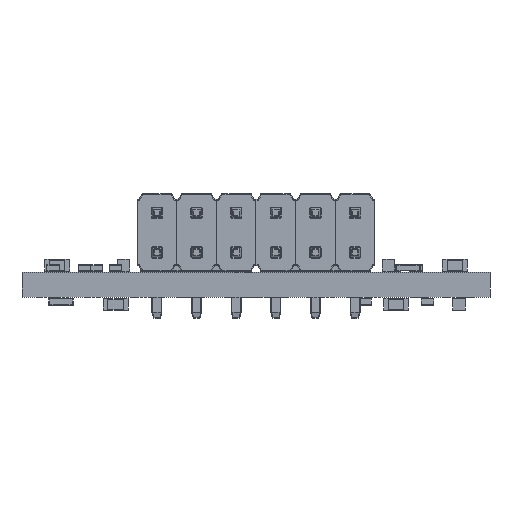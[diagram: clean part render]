
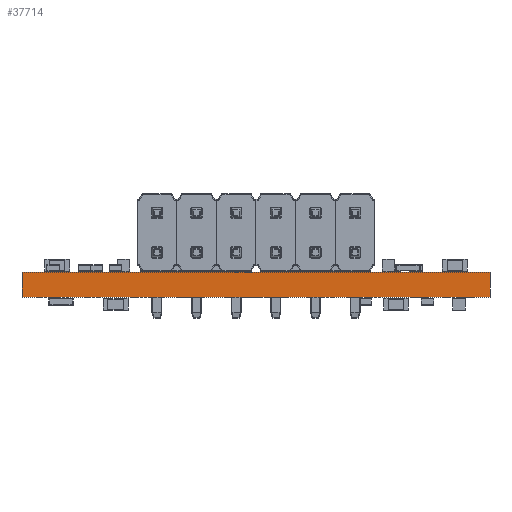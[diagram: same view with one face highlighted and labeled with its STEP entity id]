
A CAD part, left-side view. The second image highlights one B-rep face of the part: STEP entity #37714.
In plain terms, the highlighted planar face has unit normal (-1, 0, 0).
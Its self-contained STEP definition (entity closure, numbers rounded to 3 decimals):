
#37658 = VERTEX_POINT('',#37659);
#37659 = CARTESIAN_POINT('',(0.,-15.,1.6));
#37665 = EDGE_CURVE('',#37666,#37658,#37668,.T.);
#37666 = VERTEX_POINT('',#37667);
#37667 = CARTESIAN_POINT('',(0.,-15.,0.));
#37668 = LINE('',#37669,#37670);
#37669 = CARTESIAN_POINT('',(0.,-15.,0.));
#37670 = VECTOR('',#37671,1.);
#37671 = DIRECTION('',(0.,0.,1.));
#37714 = ADVANCED_FACE('',(#37715),#37740,.T.);
#37715 = FACE_BOUND('',#37716,.T.);
#37716 = EDGE_LOOP('',(#37717,#37718,#37726,#37734));
#37717 = ORIENTED_EDGE('',*,*,#37665,.T.);
#37718 = ORIENTED_EDGE('',*,*,#37719,.T.);
#37719 = EDGE_CURVE('',#37658,#37720,#37722,.T.);
#37720 = VERTEX_POINT('',#37721);
#37721 = CARTESIAN_POINT('',(0.,15.,1.6));
#37722 = LINE('',#37723,#37724);
#37723 = CARTESIAN_POINT('',(0.,-15.,1.6));
#37724 = VECTOR('',#37725,1.);
#37725 = DIRECTION('',(0.,1.,0.));
#37726 = ORIENTED_EDGE('',*,*,#37727,.F.);
#37727 = EDGE_CURVE('',#37728,#37720,#37730,.T.);
#37728 = VERTEX_POINT('',#37729);
#37729 = CARTESIAN_POINT('',(0.,15.,0.));
#37730 = LINE('',#37731,#37732);
#37731 = CARTESIAN_POINT('',(0.,15.,0.));
#37732 = VECTOR('',#37733,1.);
#37733 = DIRECTION('',(0.,0.,1.));
#37734 = ORIENTED_EDGE('',*,*,#37735,.F.);
#37735 = EDGE_CURVE('',#37666,#37728,#37736,.T.);
#37736 = LINE('',#37737,#37738);
#37737 = CARTESIAN_POINT('',(0.,-15.,0.));
#37738 = VECTOR('',#37739,1.);
#37739 = DIRECTION('',(0.,1.,0.));
#37740 = PLANE('',#37741);
#37741 = AXIS2_PLACEMENT_3D('',#37742,#37743,#37744);
#37742 = CARTESIAN_POINT('',(0.,-15.,0.));
#37743 = DIRECTION('',(-1.,0.,0.));
#37744 = DIRECTION('',(0.,1.,0.));
